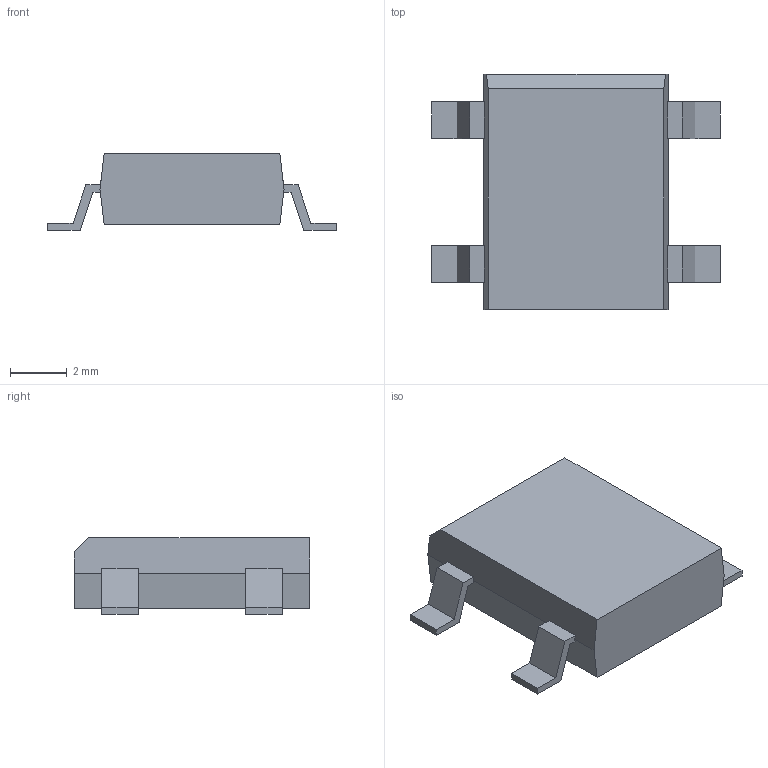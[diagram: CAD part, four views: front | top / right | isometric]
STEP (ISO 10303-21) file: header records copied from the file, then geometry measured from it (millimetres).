
FILE_DESCRIPTION(('FreeCAD Model'),'2;1');
FILE_NAME('Diode_Bridge_Diotec_SO-DIL-Slim.step','2018-01-05T12:05:15',( 'kicad StepUp'),('ksu MCAD'),'Open CASCADE STEP processor 6.8', 'FreeCAD','Unknown');
FILE_SCHEMA(('AUTOMOTIVE_DESIGN_CC2 { 1 2 10303 214 -1 1 5 4 }'));
Length unit declared in the file: millimetre
Products named in the file (1): Diode_Bridge_Diotec_SO-DIL-Slim
Bounding box: 10.2 x 8.3 x 2.7 mm (x, y, z)
Volume: 135.2 mm3; surface area: 210.3 mm2
Topology: 1 solids, 1 shells, 45 faces, 129 edges, 86 vertices
Faces by surface type: plane 45
Entity records: 1771 total; most frequent: CARTESIAN_POINT 261, ORIENTED_EDGE 258, DIRECTION 221, EDGE_CURVE 129, LINE 129, VECTOR 129, VERTEX_POINT 86, AXIS2_PLACEMENT_3D 46
